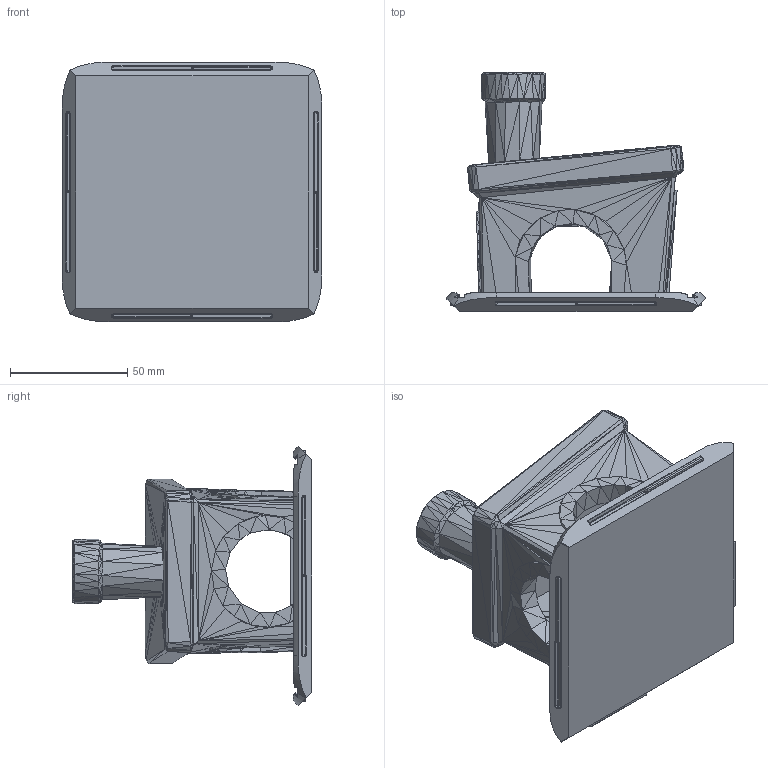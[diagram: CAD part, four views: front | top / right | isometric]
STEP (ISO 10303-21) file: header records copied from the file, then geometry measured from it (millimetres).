
FILE_DESCRIPTION(/* description */ (''),/* implementation_level */ '2;1');
FILE_NAME(/* name */ 'BBCube_3DBosey_Top.step',/* time_stamp */ '2017-07-10T11:20:44-05:00',/* author */ (''),/* organization */ (''),/* preprocessor_version */ 'ST-DEVELOPER v16.13',/* originating_system */ 'Autodesk Translation Framework v6.1.1.50',/* authorisation */ '');
FILE_SCHEMA (('AUTOMOTIVE_DESIGN { 1 0 10303 214 3 1 1 }'));
Length unit declared in the file: millimetre
Products named in the file (1): BBCube_3DBosey_Top v5
Bounding box: 110.68 x 101.85 x 110.68 mm (x, y, z)
Volume: 226951.1 mm3; surface area: 65012.1 mm2
Topology: 1 solids, 1 shells, 1125 faces, 2022 edges, 888 vertices
Faces by surface type: plane 861, bspline 144, cylinder 108, sphere 12
Entity records: 37592 total; most frequent: CARTESIAN_POINT 16832, DIRECTION 4229, ORIENTED_EDGE 4020, EDGE_CURVE 2010, LINE 1497, VECTOR 1497, AXIS2_PLACEMENT_3D 1366, EDGE_LOOP 1132
